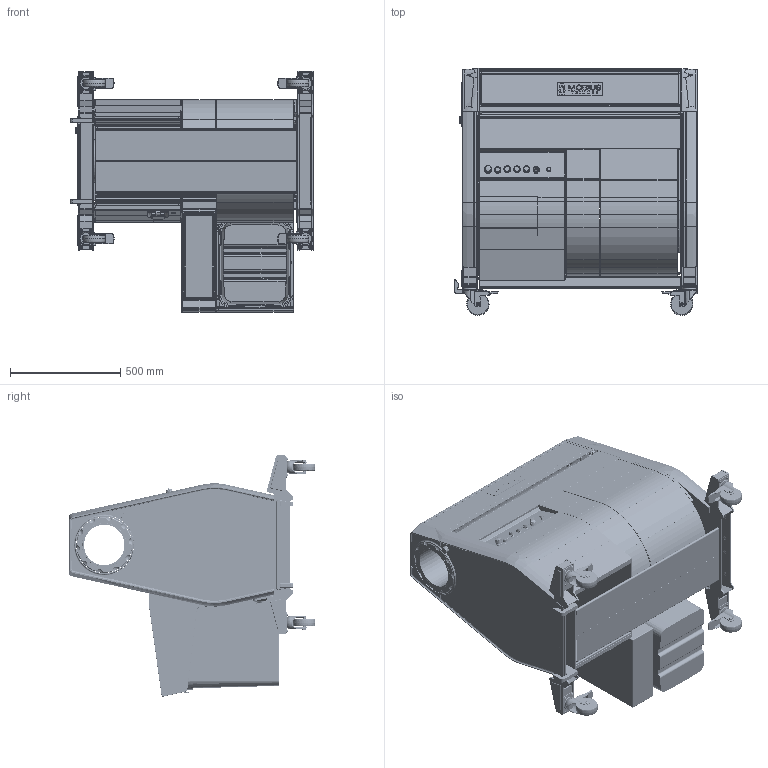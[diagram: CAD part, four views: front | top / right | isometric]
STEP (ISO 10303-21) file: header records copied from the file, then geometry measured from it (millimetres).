
FILE_DESCRIPTION (( 'STEP AP214' ), '1' );
FILE_NAME ('Mobius M108 - 3D Model (STEP_20181031).STEP', '2018-10-31T16:41:45', ( '' ), ( '' ), 'SwSTEP 2.0', 'SolidWorks 2017', '' );
FILE_SCHEMA (( 'AUTOMOTIVE_DESIGN' ));
Length unit declared in the file: inch
Products named in the file (1): Mobius M108  - 3D Model (STEP_20181031)
Bounding box: 1106.5 x 1120.73 x 1094.98 mm (x, y, z)
Volume: 82028609.7 mm3; surface area: 16985779.5 mm2
Topology: 264 solids, 264 shells, 6968 faces, 17325 edges, 10996 vertices
Faces by surface type: plane 3095, cylinder 2075, torus 579, bspline 555, cone 509, sphere 155
Entity records: 280234 total; most frequent: CARTESIAN_POINT 83708, ORIENTED_EDGE 34606, DIRECTION 34428, EDGE_CURVE 17303, AXIS2_PLACEMENT_3D 12741, VERTEX_POINT 10996, VECTOR 8946, LINE 8946
